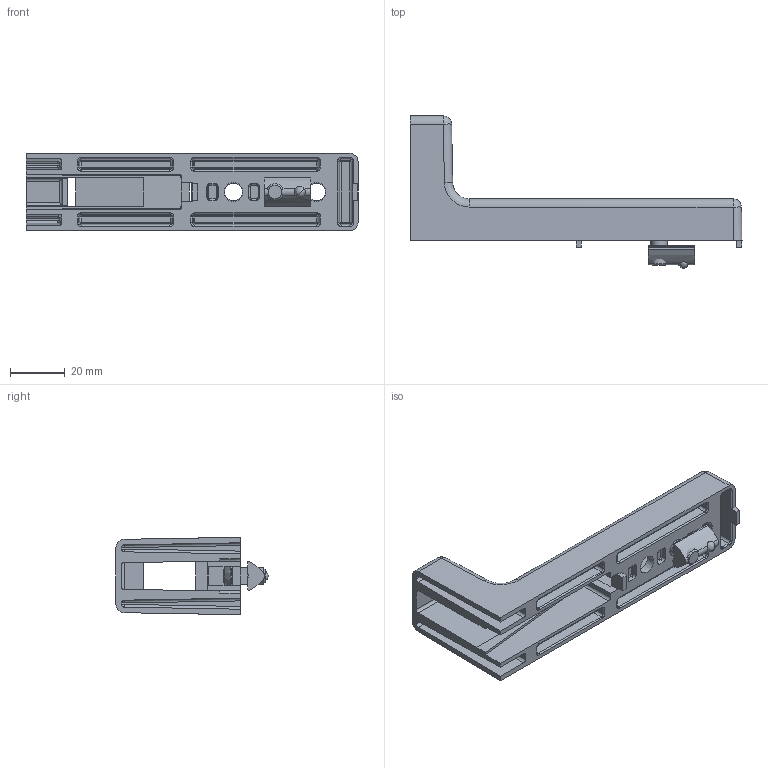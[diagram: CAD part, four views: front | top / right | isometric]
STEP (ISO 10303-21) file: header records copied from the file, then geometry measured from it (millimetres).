
FILE_DESCRIPTION (( 'STEP AP214' ), '1' );
FILE_NAME ('093b1201n06ss03.STEP', '2014-09-09T06:39:58', ( '' ), ( '' ), 'SwSTEP 2.0', 'SolidWorks 2014', '' );
FILE_SCHEMA (( 'AUTOMOTIVE_DESIGN' ));
Length unit declared in the file: inch
Products named in the file (1): 093b1201n06ss03
Bounding box: 120.84 x 55.37 x 28.2 mm (x, y, z)
Volume: 30268.8 mm3; surface area: 24831.4 mm2
Topology: 5 solids, 5 shells, 345 faces, 855 edges, 509 vertices
Faces by surface type: plane 107, cylinder 102, bspline 88, cone 48
Entity records: 16544 total; most frequent: CARTESIAN_POINT 4242, ORIENTED_EDGE 1682, DIRECTION 1567, EDGE_CURVE 841, AXIS2_PLACEMENT_3D 572, VERTEX_POINT 509, LINE 423, VECTOR 423
